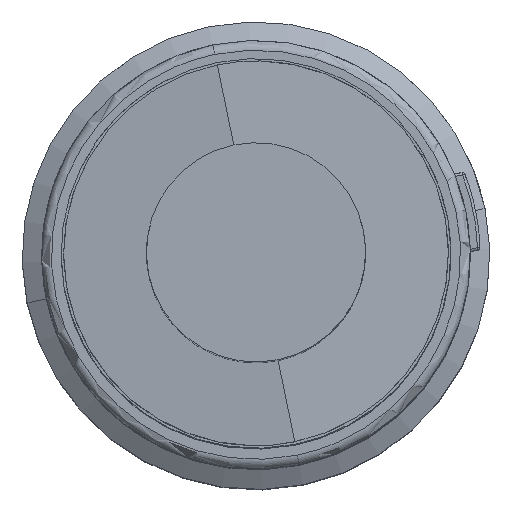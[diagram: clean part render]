
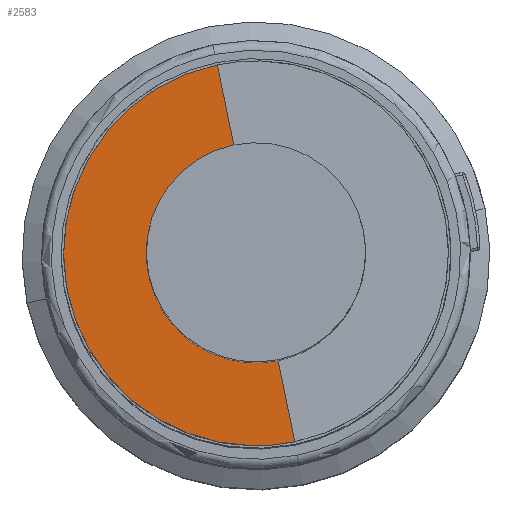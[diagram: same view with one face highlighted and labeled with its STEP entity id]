
A CAD part, top view. The second image highlights one B-rep face of the part: STEP entity #2583.
In plain terms, the highlighted planar face has unit normal (-0.051, -0.011, 0.999).
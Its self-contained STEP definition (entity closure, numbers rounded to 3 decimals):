
#2538=AXIS2_PLACEMENT_3D('Plane Axis2P3D',#2535,#2536,#2537) ;
#2463=CARTESIAN_POINT('Vertex',(5.254,2.596,41.2)) ;
#2477=CARTESIAN_POINT('Vertex',(4.346,7.004,41.2)) ;
#2481=CARTESIAN_POINT('Control Point',(5.254,2.596,41.2)) ;
#2482=CARTESIAN_POINT('Control Point',(4.901,2.524,41.181)) ;
#2483=CARTESIAN_POINT('Control Point',(4.534,2.522,41.162)) ;
#2484=CARTESIAN_POINT('Control Point',(4.173,2.594,41.145)) ;
#2485=CARTESIAN_POINT('Control Point',(3.506,2.875,41.113)) ;
#2486=CARTESIAN_POINT('Control Point',(3.001,3.381,41.093)) ;
#2487=CARTESIAN_POINT('Control Point',(2.802,3.679,41.086)) ;
#2488=CARTESIAN_POINT('Control Point',(2.53,4.333,41.079)) ;
#2489=CARTESIAN_POINT('Control Point',(2.522,5.041,41.086)) ;
#2490=CARTESIAN_POINT('Control Point',(2.586,5.393,41.093)) ;
#2491=CARTESIAN_POINT('Control Point',(2.851,6.057,41.113)) ;
#2492=CARTESIAN_POINT('Control Point',(3.353,6.579,41.145)) ;
#2493=CARTESIAN_POINT('Control Point',(3.656,6.788,41.162)) ;
#2494=CARTESIAN_POINT('Control Point',(3.994,6.931,41.181)) ;
#2495=CARTESIAN_POINT('Control Point',(4.346,7.004,41.2)) ;
#2535=CARTESIAN_POINT('Axis2P3D Location',(6.024,-1.144,41.2)) ;
#2540=CARTESIAN_POINT('Line Origine',(5.425,1.764,41.2)) ;
#2544=CARTESIAN_POINT('Vertex',(5.597,0.931,41.2)) ;
#2547=CARTESIAN_POINT('Line Origine',(4.175,7.836,41.2)) ;
#2551=CARTESIAN_POINT('Vertex',(4.003,8.669,41.2)) ;
#2555=CARTESIAN_POINT('Control Point',(4.003,8.669,41.2)) ;
#2556=CARTESIAN_POINT('Control Point',(3.527,8.571,41.174)) ;
#2557=CARTESIAN_POINT('Control Point',(3.065,8.399,41.149)) ;
#2558=CARTESIAN_POINT('Control Point',(2.634,8.157,41.124)) ;
#2559=CARTESIAN_POINT('Control Point',(1.86,7.548,41.078)) ;
#2560=CARTESIAN_POINT('Control Point',(1.304,6.735,41.041)) ;
#2561=CARTESIAN_POINT('Control Point',(1.092,6.288,41.025)) ;
#2562=CARTESIAN_POINT('Control Point',(0.812,5.344,41.001)) ;
#2563=CARTESIAN_POINT('Control Point',(0.829,4.36,40.992)) ;
#2564=CARTESIAN_POINT('Control Point',(0.914,3.873,40.991)) ;
#2565=CARTESIAN_POINT('Control Point',(1.23,2.941,40.997)) ;
#2566=CARTESIAN_POINT('Control Point',(1.813,2.147,41.019)) ;
#2567=CARTESIAN_POINT('Control Point',(2.163,1.798,41.033)) ;
#2568=CARTESIAN_POINT('Control Point',(2.961,1.22,41.068)) ;
#2569=CARTESIAN_POINT('Control Point',(3.895,0.908,41.112)) ;
#2570=CARTESIAN_POINT('Control Point',(4.383,0.826,41.137)) ;
#2571=CARTESIAN_POINT('Control Point',(4.924,0.82,41.164)) ;
#2572=CARTESIAN_POINT('Control Point',(5.453,0.904,41.192)) ;
#2573=CARTESIAN_POINT('Control Point',(5.501,0.912,41.195)) ;
#2574=CARTESIAN_POINT('Control Point',(5.549,0.921,41.197)) ;
#2575=CARTESIAN_POINT('Control Point',(5.597,0.931,41.2)) ;
#2536=DIRECTION('Axis2P3D Direction',(0.051,0.011,-0.999)) ;
#2537=DIRECTION('Axis2P3D XDirection',(-0.978,-0.201,-0.052)) ;
#2541=DIRECTION('Vector Direction',(-0.202,0.979,0.)) ;
#2548=DIRECTION('Vector Direction',(-0.202,0.979,0.)) ;
#2542=VECTOR('Line Direction',#2541,1.) ;
#2549=VECTOR('Line Direction',#2548,1.) ;
#2578=ORIENTED_EDGE('',*,*,#2546,.T.) ;
#2579=ORIENTED_EDGE('',*,*,#2496,.T.) ;
#2580=ORIENTED_EDGE('',*,*,#2553,.T.) ;
#2581=ORIENTED_EDGE('',*,*,#2576,.T.) ;
#2583=ADVANCED_FACE('Hauptk\X2\00F6\X0\rper',(#2582),#2539,.F.) ;
#2480=B_SPLINE_CURVE_WITH_KNOTS('',5,(#2481,#2482,#2483,#2484,#2485,#2486,#2487,#2488,#2489,#2490,#2491,#2492,#2493,#2494,#2495),.UNSPECIFIED.,.F.,.U.,(6,3,3,3,6),(0.,3.121,6.241,9.362,12.482),.UNSPECIFIED.) ;
#2554=B_SPLINE_CURVE_WITH_KNOTS('',5,(#2555,#2556,#2557,#2558,#2559,#2560,#2561,#2562,#2563,#2564,#2565,#2566,#2567,#2568,#2569,#2570,#2571,#2572,#2573,#2574,#2575),.UNSPECIFIED.,.F.,.U.,(6,3,3,3,3,3,6),(0.,4.219,8.436,12.651,16.868,21.087,21.508),.UNSPECIFIED.) ;
#2496=EDGE_CURVE('',#2464,#2478,#2480,.T.) ;
#2546=EDGE_CURVE('',#2545,#2464,#2543,.T.) ;
#2553=EDGE_CURVE('',#2478,#2552,#2550,.T.) ;
#2576=EDGE_CURVE('',#2552,#2545,#2554,.T.) ;
#2577=EDGE_LOOP('',(#2578,#2579,#2580,#2581)) ;
#2582=FACE_OUTER_BOUND('',#2577,.T.) ;
#2543=LINE('Line',#2540,#2542) ;
#2550=LINE('Line',#2547,#2549) ;
#2539=PLANE('',#2538) ;
#2464=VERTEX_POINT('',#2463) ;
#2478=VERTEX_POINT('',#2477) ;
#2545=VERTEX_POINT('',#2544) ;
#2552=VERTEX_POINT('',#2551) ;
